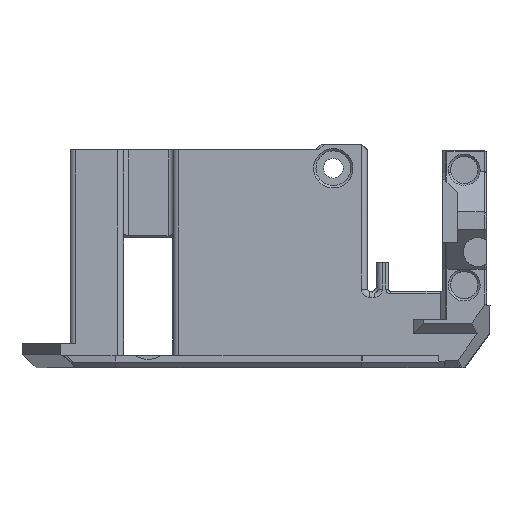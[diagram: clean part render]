
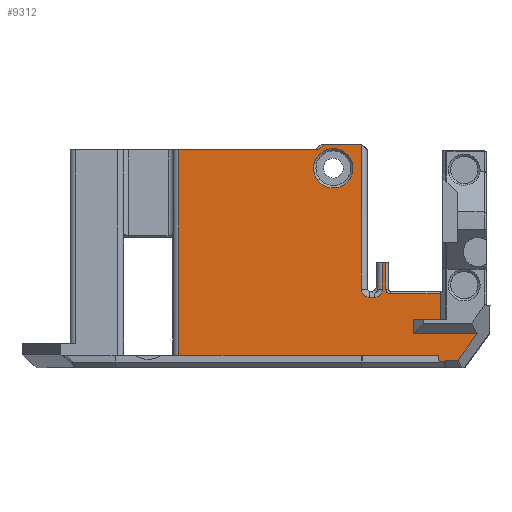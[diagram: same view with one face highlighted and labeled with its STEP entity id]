
A CAD part, left-side view. The second image highlights one B-rep face of the part: STEP entity #9312.
In plain terms, the highlighted planar face has unit normal (-1, 0, 0).
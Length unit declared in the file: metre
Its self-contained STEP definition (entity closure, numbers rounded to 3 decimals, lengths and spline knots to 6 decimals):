
#240=ELLIPSE('',#10087,0.000602,0.0004);
#243=ELLIPSE('',#10092,0.000567,0.0004);
#330=LINE('',#13097,#1180);
#340=LINE('',#13139,#1190);
#363=LINE('',#13238,#1213);
#365=LINE('',#13254,#1215);
#376=LINE('',#13292,#1226);
#383=LINE('',#13308,#1233);
#387=LINE('',#13319,#1237);
#389=LINE('',#13330,#1239);
#439=LINE('',#13623,#1289);
#657=LINE('',#15887,#1507);
#663=LINE('',#15897,#1513);
#751=LINE('',#16200,#1601);
#798=LINE('',#16621,#1648);
#848=LINE('',#17041,#1698);
#900=LINE('',#17229,#1750);
#906=LINE('',#17242,#1756);
#969=LINE('',#17404,#1819);
#975=LINE('',#17420,#1825);
#994=LINE('',#17489,#1844);
#1180=VECTOR('',#10447,1.);
#1190=VECTOR('',#10491,1.);
#1213=VECTOR('',#10562,1.);
#1215=VECTOR('',#10570,1.);
#1226=VECTOR('',#10605,1.);
#1233=VECTOR('',#10618,1.);
#1237=VECTOR('',#10626,1.);
#1239=VECTOR('',#10636,1.);
#1289=VECTOR('',#10772,1.);
#1507=VECTOR('',#11464,1.);
#1513=VECTOR('',#11474,1.);
#1601=VECTOR('',#11682,1.);
#1648=VECTOR('',#11837,1.);
#1698=VECTOR('',#11987,1.);
#1750=VECTOR('',#12175,1.);
#1756=VECTOR('',#12185,1.);
#1819=VECTOR('',#12326,1.);
#1825=VECTOR('',#12340,1.);
#1844=VECTOR('',#12431,1.);
#2182=PLANE('',#10130);
#4573=ORIENTED_EDGE('',*,*,#5237,.F.);
#4574=ORIENTED_EDGE('',*,*,#6334,.F.);
#4575=ORIENTED_EDGE('',*,*,#6208,.T.);
#4576=ORIENTED_EDGE('',*,*,#6299,.F.);
#4577=ORIENTED_EDGE('',*,*,#6297,.F.);
#4578=ORIENTED_EDGE('',*,*,#6292,.F.);
#4579=ORIENTED_EDGE('',*,*,#6289,.F.);
#4580=ORIENTED_EDGE('',*,*,#5806,.F.);
#4581=ORIENTED_EDGE('',*,*,#5328,.F.);
#4582=ORIENTED_EDGE('',*,*,#5812,.F.);
#4583=ORIENTED_EDGE('',*,*,#5416,.F.);
#4584=ORIENTED_EDGE('',*,*,#5333,.F.);
#4585=ORIENTED_EDGE('',*,*,#5415,.F.);
#4586=ORIENTED_EDGE('',*,*,#5297,.F.);
#4587=ORIENTED_EDGE('',*,*,#5320,.T.);
#4588=ORIENTED_EDGE('',*,*,#5302,.F.);
#4589=ORIENTED_EDGE('',*,*,#5414,.F.);
#4590=ORIENTED_EDGE('',*,*,#5338,.F.);
#4591=ORIENTED_EDGE('',*,*,#5341,.F.);
#4592=ORIENTED_EDGE('',*,*,#5257,.F.);
#4593=ORIENTED_EDGE('',*,*,#5238,.F.);
#4594=ORIENTED_EDGE('',*,*,#5929,.F.);
#4595=ORIENTED_EDGE('',*,*,#6020,.T.);
#4596=ORIENTED_EDGE('',*,*,#6109,.F.);
#4597=ORIENTED_EDGE('',*,*,#6202,.F.);
#5237=EDGE_CURVE('',#6602,#6602,#7427,.T.);
#5238=EDGE_CURVE('',#6603,#6604,#330,.T.);
#5257=EDGE_CURVE('',#6604,#6618,#340,.T.);
#5297=EDGE_CURVE('',#6646,#6647,#363,.T.);
#5302=EDGE_CURVE('',#6651,#6652,#365,.T.);
#5320=EDGE_CURVE('',#6646,#6652,#376,.T.);
#5328=EDGE_CURVE('',#6669,#6670,#383,.T.);
#5333=EDGE_CURVE('',#6673,#6674,#387,.T.);
#5338=EDGE_CURVE('',#6678,#6679,#389,.T.);
#5341=EDGE_CURVE('',#6618,#6678,#7455,.T.);
#5414=EDGE_CURVE('',#6679,#6651,#7469,.T.);
#5415=EDGE_CURVE('',#6647,#6673,#7470,.T.);
#5416=EDGE_CURVE('',#6674,#6732,#439,.T.);
#5806=EDGE_CURVE('',#6670,#6969,#657,.T.);
#5812=EDGE_CURVE('',#6732,#6669,#663,.T.);
#5929=EDGE_CURVE('',#7044,#6603,#751,.T.);
#6020=EDGE_CURVE('',#7044,#7097,#798,.T.);
#6109=EDGE_CURVE('',#7153,#7097,#848,.T.);
#6202=EDGE_CURVE('',#7217,#7153,#900,.T.);
#6208=EDGE_CURVE('',#7223,#7222,#906,.T.);
#6289=EDGE_CURVE('',#6969,#7283,#969,.T.);
#6292=EDGE_CURVE('',#7283,#7285,#240,.T.);
#6297=EDGE_CURVE('',#7285,#7288,#975,.T.);
#6299=EDGE_CURVE('',#7288,#7222,#243,.T.);
#6334=EDGE_CURVE('',#7223,#7217,#994,.T.);
#6602=VERTEX_POINT('',#13095);
#6603=VERTEX_POINT('',#13098);
#6604=VERTEX_POINT('',#13099);
#6618=VERTEX_POINT('',#13140);
#6646=VERTEX_POINT('',#13237);
#6647=VERTEX_POINT('',#13239);
#6651=VERTEX_POINT('',#13253);
#6652=VERTEX_POINT('',#13255);
#6669=VERTEX_POINT('',#13309);
#6670=VERTEX_POINT('',#13310);
#6673=VERTEX_POINT('',#13318);
#6674=VERTEX_POINT('',#13320);
#6678=VERTEX_POINT('',#13329);
#6679=VERTEX_POINT('',#13331);
#6732=VERTEX_POINT('',#13624);
#6969=VERTEX_POINT('',#15888);
#7044=VERTEX_POINT('',#16199);
#7097=VERTEX_POINT('',#16620);
#7153=VERTEX_POINT('',#17040);
#7217=VERTEX_POINT('',#17228);
#7222=VERTEX_POINT('',#17241);
#7223=VERTEX_POINT('',#17243);
#7283=VERTEX_POINT('',#17405);
#7285=VERTEX_POINT('',#17411);
#7288=VERTEX_POINT('',#17418);
#7427=CIRCLE('',#9464,0.0034);
#7455=CIRCLE('',#9533,0.0014);
#7469=CIRCLE('',#9570,0.0014);
#7470=CIRCLE('',#9572,0.0008);
#8073=EDGE_LOOP('',(#4573));
#8074=EDGE_LOOP('',(#4574,#4575,#4576,#4577,#4578,#4579,#4580,#4581,#4582,
#4583,#4584,#4585,#4586,#4587,#4588,#4589,#4590,#4591,#4592,#4593,#4594,
#4595,#4596,#4597));
#8625=FACE_BOUND('',#8073,.T.);
#8626=FACE_BOUND('',#8074,.T.);
#9312=ADVANCED_FACE('',(#8625,#8626),#2182,.T.);
#9464=AXIS2_PLACEMENT_3D('',#13094,#10443,#10444);
#9533=AXIS2_PLACEMENT_3D('',#13341,#10641,#10642);
#9570=AXIS2_PLACEMENT_3D('',#13619,#10764,#10765);
#9572=AXIS2_PLACEMENT_3D('',#13621,#10768,#10769);
#10087=AXIS2_PLACEMENT_3D('',#17410,#12331,#12332);
#10092=AXIS2_PLACEMENT_3D('',#17423,#12345,#12346);
#10130=AXIS2_PLACEMENT_3D('',#17499,#12444,#12445);
#10443=DIRECTION('',(-1.,0.,0.));
#10444=DIRECTION('',(0.,-1.,0.));
#10447=DIRECTION('',(0.,-1.,0.));
#10491=DIRECTION('',(0.,0.,-1.));
#10562=DIRECTION('',(0.,0.,-1.));
#10570=DIRECTION('',(0.,0.,1.));
#10605=DIRECTION('',(0.,1.,0.));
#10618=DIRECTION('',(0.,0.,-1.));
#10626=DIRECTION('',(0.,-1.,0.));
#10636=DIRECTION('',(0.,-1.,0.));
#10641=DIRECTION('',(-1.,0.,0.));
#10642=DIRECTION('',(0.,1.,0.));
#10764=DIRECTION('',(-1.,0.,0.));
#10765=DIRECTION('',(0.,1.,0.));
#10768=DIRECTION('',(-1.,0.,0.));
#10769=DIRECTION('',(0.,-1.,0.));
#10772=DIRECTION('',(0.,0.,-1.));
#11464=DIRECTION('',(0.,-1.,0.));
#11474=DIRECTION('',(0.,1.,0.));
#11682=DIRECTION('',(0.,-0.707,0.707));
#11837=DIRECTION('',(0.,1.,0.));
#11987=DIRECTION('',(0.,0.,1.));
#12175=DIRECTION('',(0.,1.,0.));
#12185=DIRECTION('',(0.,-0.984,0.176));
#12326=DIRECTION('',(0.,0.581,-0.814));
#12331=DIRECTION('',(1.,0.,0.));
#12332=DIRECTION('',(0.,0.458,0.889));
#12340=DIRECTION('',(0.,1.,0.));
#12345=DIRECTION('',(-1.,0.,0.));
#12346=DIRECTION('',(0.,0.09,-0.996));
#12431=DIRECTION('',(0.,0.,1.));
#12444=DIRECTION('',(-1.,0.,0.));
#12445=DIRECTION('',(0.,-1.,0.));
#13094=CARTESIAN_POINT('',(-0.486684,0.18142,0.034464));
#13095=CARTESIAN_POINT('',(-0.486684,0.17802,0.034464));
#13097=CARTESIAN_POINT('',(-0.486684,0.18867,0.03863));
#13098=CARTESIAN_POINT('',(-0.486684,0.182963,0.03863));
#13099=CARTESIAN_POINT('',(-0.486684,0.176554,0.03863));
#13139=CARTESIAN_POINT('',(-0.486684,0.176554,0.014308));
#13140=CARTESIAN_POINT('',(-0.486684,0.176554,0.0136));
#13237=CARTESIAN_POINT('',(-0.486684,0.172346,0.0182));
#13238=CARTESIAN_POINT('',(-0.486684,0.172346,0.0082));
#13239=CARTESIAN_POINT('',(-0.486684,0.172346,0.0136));
#13253=CARTESIAN_POINT('',(-0.486684,0.172946,0.0136));
#13254=CARTESIAN_POINT('',(-0.486684,0.172946,0.0052));
#13255=CARTESIAN_POINT('',(-0.486684,0.172946,0.0182));
#13292=CARTESIAN_POINT('',(-0.486684,0.209879,0.0182));
#13308=CARTESIAN_POINT('',(-0.486684,0.167621,0.0045));
#13309=CARTESIAN_POINT('',(-0.486684,0.167621,0.0084));
#13310=CARTESIAN_POINT('',(-0.486684,0.167621,0.0059));
#13318=CARTESIAN_POINT('',(-0.486684,0.171546,0.0128));
#13319=CARTESIAN_POINT('',(-0.486684,0.187188,0.0128));
#13320=CARTESIAN_POINT('',(-0.486684,0.162965,0.0128));
#13329=CARTESIAN_POINT('',(-0.486684,0.175154,0.0122));
#13330=CARTESIAN_POINT('',(-0.486684,0.187188,0.0122));
#13331=CARTESIAN_POINT('',(-0.486684,0.174346,0.0122));
#13341=CARTESIAN_POINT('',(-0.486684,0.175154,0.0136));
#13619=CARTESIAN_POINT('',(-0.486684,0.174346,0.0136));
#13621=CARTESIAN_POINT('',(-0.486684,0.171546,0.0136));
#13623=CARTESIAN_POINT('',(-0.486684,0.162965,0.019315));
#13624=CARTESIAN_POINT('',(-0.486684,0.162965,0.0084));
#15887=CARTESIAN_POINT('',(-0.486684,0.161641,0.0059));
#15888=CARTESIAN_POINT('',(-0.486684,0.156605,0.0059));
#15897=CARTESIAN_POINT('',(-0.486684,0.167721,0.0084));
#16199=CARTESIAN_POINT('',(-0.486684,0.183965,0.03763));
#16200=CARTESIAN_POINT('',(-0.486684,0.198941,0.022652));
#16620=CARTESIAN_POINT('',(-0.486684,0.208129,0.03763));
#16621=CARTESIAN_POINT('',(-0.486684,0.209879,0.03763));
#17040=CARTESIAN_POINT('',(-0.486684,0.208129,0.0022));
#17041=CARTESIAN_POINT('',(-0.486684,0.208129,0.020415));
#17228=CARTESIAN_POINT('',(-0.486684,0.16318,0.0022));
#17229=CARTESIAN_POINT('',(-0.486684,0.19717,0.0022));
#17241=CARTESIAN_POINT('',(-0.486684,0.162126,0.001195));
#17242=CARTESIAN_POINT('',(-0.486684,0.208044,-0.007036));
#17243=CARTESIAN_POINT('',(-0.486684,0.16318,0.001006));
#17404=CARTESIAN_POINT('',(-0.486684,0.159573,0.001745));
#17405=CARTESIAN_POINT('',(-0.486684,0.159878,0.001318));
#17410=CARTESIAN_POINT('',(-0.486684,0.160253,0.001766));
#17411=CARTESIAN_POINT('',(-0.486684,0.160108,0.0012));
#17418=CARTESIAN_POINT('',(-0.486684,0.162075,0.0012));
#17420=CARTESIAN_POINT('',(-0.486684,0.200768,0.0012));
#17423=CARTESIAN_POINT('',(-0.486684,0.162101,0.000634));
#17489=CARTESIAN_POINT('',(-0.486684,0.16318,0.0024));
#17499=CARTESIAN_POINT('',(-0.486684,0.209879,0.0032));
